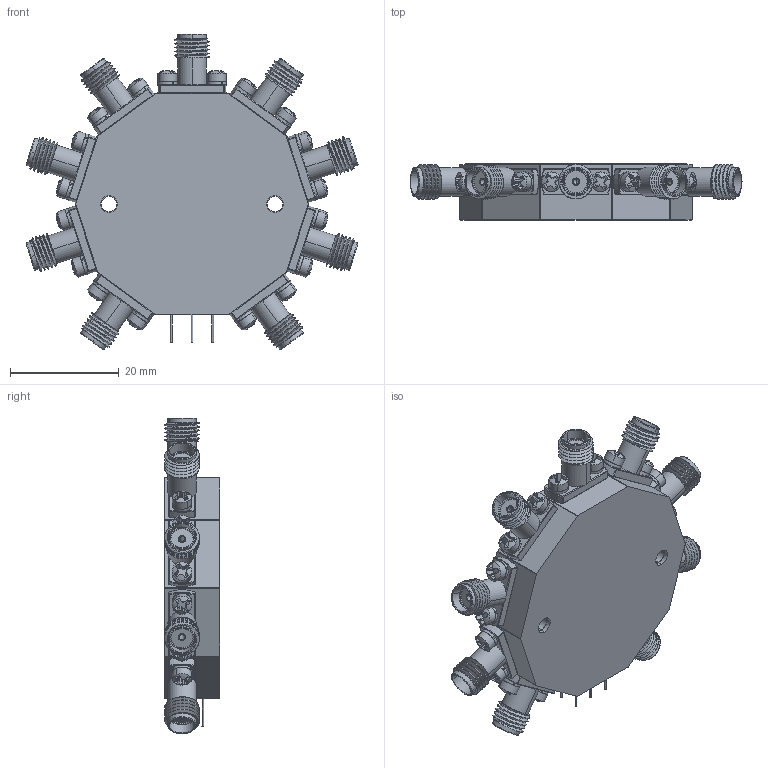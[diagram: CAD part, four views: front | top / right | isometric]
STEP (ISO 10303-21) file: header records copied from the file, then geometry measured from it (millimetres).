
FILE_DESCRIPTION (( 'STEP AP214' ), '1' );
FILE_NAME ('P8T-100M54G-90-T-RD.STEP', '2023-08-09T19:37:45', ( '' ), ( '' ), 'SwSTEP 2.0', 'SolidWorks 2023', '' );
FILE_SCHEMA (( 'AUTOMOTIVE_DESIGN' ));
Length unit declared in the file: inch
Products named in the file (1): P8T-100M54G-90-T-RD
Bounding box: 60.99 x 10.29 x 58.02 mm (x, y, z)
Volume: 16611.7 mm3; surface area: 12741.1 mm2
Topology: 71 solids, 71 shells, 2029 faces, 5847 edges, 4104 vertices
Faces by surface type: plane 796, cylinder 567, torus 378, cone 162, sphere 108, bspline 18
Entity records: 106724 total; most frequent: CARTESIAN_POINT 25818, ORIENTED_EDGE 11478, DIRECTION 11168, EDGE_CURVE 5739, AXIS2_PLACEMENT_3D 4432, VERTEX_POINT 4104, CIRCLE 2420, EDGE_LOOP 2321
